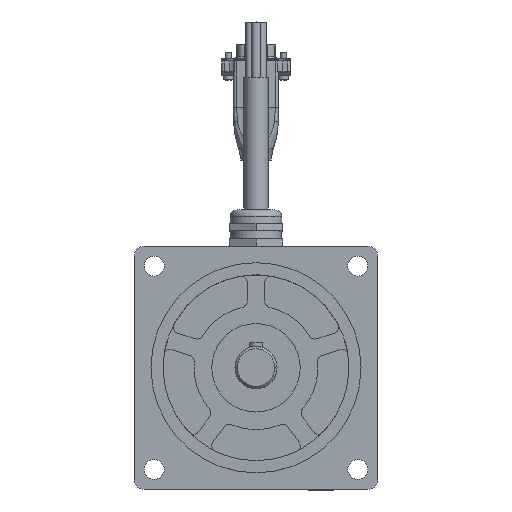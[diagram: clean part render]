
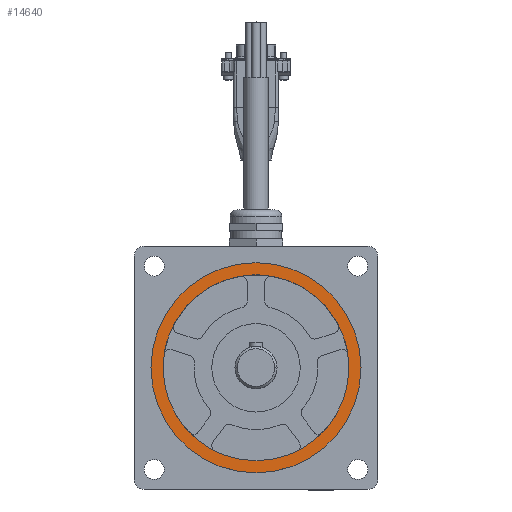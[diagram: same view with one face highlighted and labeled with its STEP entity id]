
A CAD part, top view. The second image highlights one B-rep face of the part: STEP entity #14640.
In plain terms, the highlighted planar face has unit normal (0, 0, 1).
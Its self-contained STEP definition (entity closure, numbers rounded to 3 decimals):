
#281 = CIRCLE ( 'NONE', #18036, 47.5 ) ;
#323 = CIRCLE ( 'NONE', #14808, 42. ) ;
#1054 = FACE_OUTER_BOUND ( 'NONE', #26454, .T. ) ;
#1175 = VERTEX_POINT ( 'NONE', #25748 ) ;
#1205 = DIRECTION ( 'NONE',  ( 1., 0., 0. ) ) ;
#1241 = DIRECTION ( 'NONE',  ( 1., 0., 0. ) ) ;
#1382 = CARTESIAN_POINT ( 'NONE',  ( 0., 0., 4.6 ) ) ;
#1765 = DIRECTION ( 'NONE',  ( 0., 0., 1. ) ) ;
#2013 = EDGE_LOOP ( 'NONE', ( #16706, #5616 ) ) ;
#2506 = EDGE_CURVE ( 'NONE', #1175, #24323, #20744, .T. ) ;
#3251 = CARTESIAN_POINT ( 'NONE',  ( 0., 0., 4.6 ) ) ;
#3465 = ORIENTED_EDGE ( 'NONE', *, *, #4162, .T. ) ;
#4162 = EDGE_CURVE ( 'NONE', #16014, #9093, #281, .T. ) ;
#4397 = DIRECTION ( 'NONE',  ( 0., 0., 1. ) ) ;
#5616 = ORIENTED_EDGE ( 'NONE', *, *, #26204, .F. ) ;
#6023 = DIRECTION ( 'NONE',  ( 1., 0., 0. ) ) ;
#6402 = CIRCLE ( 'NONE', #8740, 47.5 ) ;
#6722 = AXIS2_PLACEMENT_3D ( 'NONE', #14952, #1765, #6023 ) ;
#8740 = AXIS2_PLACEMENT_3D ( 'NONE', #12343, #21267, #1205 ) ;
#9093 = VERTEX_POINT ( 'NONE', #24896 ) ;
#9701 = PLANE ( 'NONE',  #28370 ) ;
#10811 = CARTESIAN_POINT ( 'NONE',  ( -42., 0., 4.6 ) ) ;
#12225 = DIRECTION ( 'NONE',  ( 0., 0., 1. ) ) ;
#12343 = CARTESIAN_POINT ( 'NONE',  ( 0., 0., 4.6 ) ) ;
#14065 = CARTESIAN_POINT ( 'NONE',  ( 47.5, 0., 4.6 ) ) ;
#14640 = ADVANCED_FACE ( 'NONE', ( #16578, #1054 ), #9701, .T. ) ;
#14808 = AXIS2_PLACEMENT_3D ( 'NONE', #1382, #12225, #1241 ) ;
#14952 = CARTESIAN_POINT ( 'NONE',  ( 0., 0., 4.6 ) ) ;
#16014 = VERTEX_POINT ( 'NONE', #14065 ) ;
#16578 = FACE_BOUND ( 'NONE', #2013, .T. ) ;
#16706 = ORIENTED_EDGE ( 'NONE', *, *, #2506, .F. ) ;
#17868 = CARTESIAN_POINT ( 'NONE',  ( 0., 0., 4.6 ) ) ;
#18036 = AXIS2_PLACEMENT_3D ( 'NONE', #17868, #4397, #20067 ) ;
#18789 = EDGE_CURVE ( 'NONE', #9093, #16014, #6402, .T. ) ;
#18916 = DIRECTION ( 'NONE',  ( 0., 0., 1. ) ) ;
#20067 = DIRECTION ( 'NONE',  ( 1., 0., 0. ) ) ;
#20744 = CIRCLE ( 'NONE', #6722, 42. ) ;
#20835 = ORIENTED_EDGE ( 'NONE', *, *, #18789, .T. ) ;
#21267 = DIRECTION ( 'NONE',  ( 0., 0., 1. ) ) ;
#24323 = VERTEX_POINT ( 'NONE', #10811 ) ;
#24896 = CARTESIAN_POINT ( 'NONE',  ( -47.5, 0., 4.6 ) ) ;
#25748 = CARTESIAN_POINT ( 'NONE',  ( 42., 0., 4.6 ) ) ;
#26204 = EDGE_CURVE ( 'NONE', #24323, #1175, #323, .T. ) ;
#26454 = EDGE_LOOP ( 'NONE', ( #20835, #3465 ) ) ;
#27265 = DIRECTION ( 'NONE',  ( 1., 0., 0. ) ) ;
#28370 = AXIS2_PLACEMENT_3D ( 'NONE', #3251, #18916, #27265 ) ;
